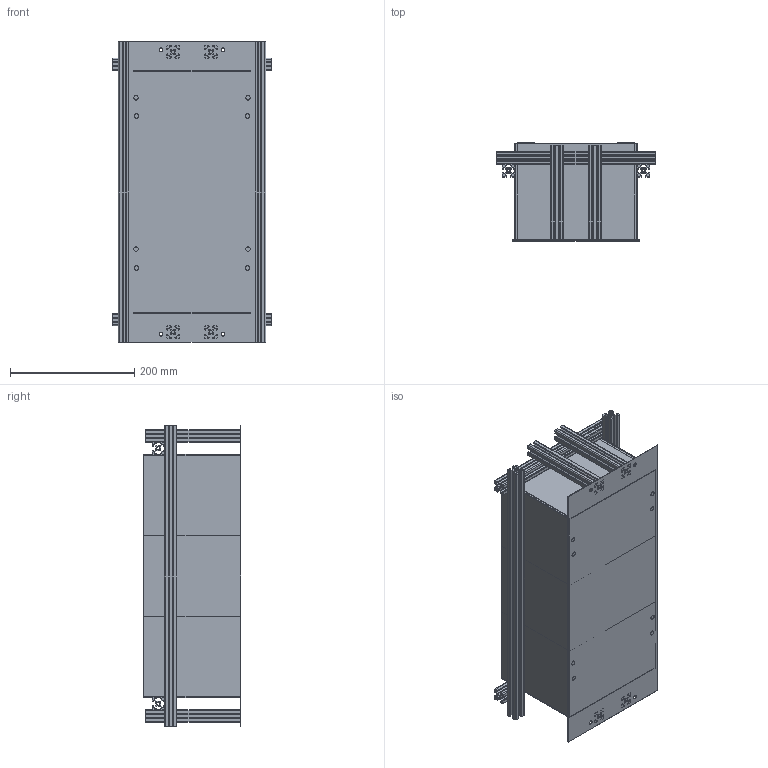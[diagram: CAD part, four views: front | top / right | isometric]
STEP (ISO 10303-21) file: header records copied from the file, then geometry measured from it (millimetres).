
FILE_DESCRIPTION (( 'STEP AP203' ), '1' );
FILE_NAME ('Battery_Box_Assy.STEP', '2024-02-22T20:34:39', ( '' ), ( '' ), 'SwSTEP 2.0', 'SolidWorks 2023', '' );
FILE_SCHEMA (( 'CONFIG_CONTROL_DESIGN' ));
Length unit declared in the file: millimetre
Products named in the file (9): floor sheet right_默认; Tslot3_默认; vertical sheet front and back; LiPo_Simple; floor sheet left_默认; vertical sheet sides; Tslot1_默认; Battery_Box_Assy; Tslot2_默认
Assembly tree (17 placements, depth 2):
  Battery_Box_Assy
    Tslot1_默认  x2
    Tslot2_默认  x2
    vertical sheet sides  x2
    vertical sheet front and back  x2
    LiPo_Simple  x3
    Tslot3_默认  x4
    floor sheet left_默认
    floor sheet right_默认
Bounding box: 254 x 156.9 x 482.6 mm (x, y, z)
Volume: 12460442.6 mm3; surface area: 1553891.5 mm2
Topology: 17 solids, 17 shells, 1108 faces, 3186 edges, 2124 vertices
Faces by surface type: plane 580, cylinder 528
Entity records: 16135 total; most frequent: DIRECTION 2664, CARTESIAN_POINT 2608, ORIENTED_EDGE 2568, EDGE_CURVE 1284, AXIS2_PLACEMENT_3D 912, VERTEX_POINT 856, LINE 840, VECTOR 840
